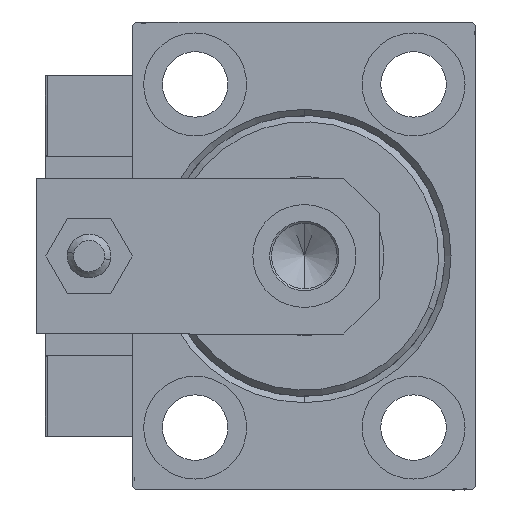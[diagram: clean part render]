
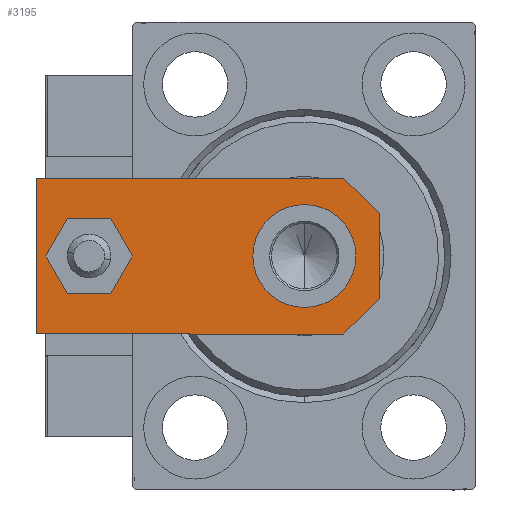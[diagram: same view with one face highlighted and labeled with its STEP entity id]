
A CAD part, left-side view. The second image highlights one B-rep face of the part: STEP entity #3195.
In plain terms, the highlighted face is planar.
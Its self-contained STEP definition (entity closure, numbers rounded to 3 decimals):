
#210 = CIRCLE ( 'NONE', #34847, 4. ) ;
#1162 = DIRECTION ( 'NONE',  ( 0., -1., 0. ) ) ;
#1234 = VERTEX_POINT ( 'NONE', #29709 ) ;
#1442 = CARTESIAN_POINT ( 'NONE',  ( -6.84, 0., 6. ) ) ;
#1753 = DIRECTION ( 'NONE',  ( 1., 0., 0. ) ) ;
#1954 = VERTEX_POINT ( 'NONE', #11112 ) ;
#3062 = ORIENTED_EDGE ( 'NONE', *, *, #17726, .T. ) ;
#3195 = ADVANCED_FACE ( 'NONE', ( #9080, #21396, #16869 ), #39865, .T. ) ;
#4155 = DIRECTION ( 'NONE',  ( 1., 0., 0. ) ) ;
#4715 = CARTESIAN_POINT ( 'NONE',  ( -3.42, -3.42, 6. ) ) ;
#6270 = CARTESIAN_POINT ( 'NONE',  ( 8.25, 12., 6. ) ) ;
#8147 = VERTEX_POINT ( 'NONE', #37247 ) ;
#8514 = VERTEX_POINT ( 'NONE', #17434 ) ;
#9012 = CIRCLE ( 'NONE', #11526, 8.25 ) ;
#9080 = FACE_BOUND ( 'NONE', #42792, .T. ) ;
#10795 = CARTESIAN_POINT ( 'NONE',  ( 12.5, 0., 6. ) ) ;
#10837 = AXIS2_PLACEMENT_3D ( 'NONE', #37409, #40947, #45706 ) ;
#11112 = CARTESIAN_POINT ( 'NONE',  ( 6.84, 0., 6. ) ) ;
#11526 = AXIS2_PLACEMENT_3D ( 'NONE', #12869, #23970, #32551 ) ;
#12809 = CARTESIAN_POINT ( 'NONE',  ( 12.5, 55., 6. ) ) ;
#12869 = CARTESIAN_POINT ( 'NONE',  ( 0., 12., 6. ) ) ;
#13401 = EDGE_CURVE ( 'NONE', #42031, #21489, #27453, .T. ) ;
#14758 = EDGE_CURVE ( 'NONE', #38556, #46687, #42861, .T. ) ;
#15132 = VECTOR ( 'NONE', #26157, 1000. ) ;
#16546 = LINE ( 'NONE', #4715, #23007 ) ;
#16869 = FACE_BOUND ( 'NONE', #46022, .T. ) ;
#17127 = EDGE_CURVE ( 'NONE', #8147, #1234, #210, .T. ) ;
#17157 = CIRCLE ( 'NONE', #10837, 4. ) ;
#17434 = CARTESIAN_POINT ( 'NONE',  ( 12.5, 5.66, 6. ) ) ;
#17624 = DIRECTION ( 'NONE',  ( 0., 0., 1. ) ) ;
#17726 = EDGE_CURVE ( 'NONE', #21489, #45257, #35724, .T. ) ;
#17816 = EDGE_LOOP ( 'NONE', ( #3062, #18049, #44790, #36341, #19418, #28472 ) ) ;
#17903 = CARTESIAN_POINT ( 'NONE',  ( 0., 46.5, 6. ) ) ;
#18049 = ORIENTED_EDGE ( 'NONE', *, *, #42275, .T. ) ;
#18415 = AXIS2_PLACEMENT_3D ( 'NONE', #47945, #17624, #1753 ) ;
#18424 = LINE ( 'NONE', #21461, #40641 ) ;
#18866 = EDGE_CURVE ( 'NONE', #24439, #1954, #49802, .T. ) ;
#19418 = ORIENTED_EDGE ( 'NONE', *, *, #46664, .T. ) ;
#19598 = VECTOR ( 'NONE', #46503, 1000. ) ;
#19911 = ORIENTED_EDGE ( 'NONE', *, *, #20787, .F. ) ;
#20062 = CARTESIAN_POINT ( 'NONE',  ( -12.5, 55., 6. ) ) ;
#20787 = EDGE_CURVE ( 'NONE', #1234, #8147, #17157, .T. ) ;
#21396 = FACE_OUTER_BOUND ( 'NONE', #17816, .T. ) ;
#21461 = CARTESIAN_POINT ( 'NONE',  ( 3.42, -3.42, 6. ) ) ;
#21489 = VERTEX_POINT ( 'NONE', #27844 ) ;
#22120 = LINE ( 'NONE', #10795, #15132 ) ;
#23007 = VECTOR ( 'NONE', #27898, 1000. ) ;
#23738 = CARTESIAN_POINT ( 'NONE',  ( -8.25, 12., 6. ) ) ;
#23970 = DIRECTION ( 'NONE',  ( 0., 0., 1. ) ) ;
#24439 = VERTEX_POINT ( 'NONE', #1442 ) ;
#26157 = DIRECTION ( 'NONE',  ( 0., 1., 0. ) ) ;
#26662 = ORIENTED_EDGE ( 'NONE', *, *, #27300, .F. ) ;
#27300 = EDGE_CURVE ( 'NONE', #46687, #38556, #9012, .T. ) ;
#27453 = LINE ( 'NONE', #12809, #36376 ) ;
#27585 = DIRECTION ( 'NONE',  ( 0., 0., 1. ) ) ;
#27624 = VECTOR ( 'NONE', #1162, 1000. ) ;
#27844 = CARTESIAN_POINT ( 'NONE',  ( -12.5, 55., 6. ) ) ;
#27898 = DIRECTION ( 'NONE',  ( 0.707, -0.707, 0. ) ) ;
#28330 = CARTESIAN_POINT ( 'NONE',  ( 0., 12., 6. ) ) ;
#28472 = ORIENTED_EDGE ( 'NONE', *, *, #13401, .T. ) ;
#29709 = CARTESIAN_POINT ( 'NONE',  ( 4., 46.5, 6. ) ) ;
#30735 = AXIS2_PLACEMENT_3D ( 'NONE', #28330, #27585, #4155 ) ;
#30840 = CARTESIAN_POINT ( 'NONE',  ( -12.5, 0., 6. ) ) ;
#32551 = DIRECTION ( 'NONE',  ( 1., 0., 0. ) ) ;
#33304 = DIRECTION ( 'NONE',  ( 0., 0., 1. ) ) ;
#33319 = EDGE_CURVE ( 'NONE', #1954, #8514, #18424, .T. ) ;
#33826 = DIRECTION ( 'NONE',  ( 0.707, 0.707, 0. ) ) ;
#34847 = AXIS2_PLACEMENT_3D ( 'NONE', #17903, #33304, #48731 ) ;
#35331 = ORIENTED_EDGE ( 'NONE', *, *, #17127, .F. ) ;
#35724 = LINE ( 'NONE', #20062, #27624 ) ;
#35790 = CARTESIAN_POINT ( 'NONE',  ( -12.5, 5.66, 6. ) ) ;
#36341 = ORIENTED_EDGE ( 'NONE', *, *, #33319, .T. ) ;
#36376 = VECTOR ( 'NONE', #42874, 1000. ) ;
#37067 = ORIENTED_EDGE ( 'NONE', *, *, #14758, .F. ) ;
#37247 = CARTESIAN_POINT ( 'NONE',  ( -4., 46.5, 6. ) ) ;
#37409 = CARTESIAN_POINT ( 'NONE',  ( 0., 46.5, 6. ) ) ;
#38556 = VERTEX_POINT ( 'NONE', #23738 ) ;
#39865 = PLANE ( 'NONE',  #18415 ) ;
#40641 = VECTOR ( 'NONE', #33826, 1000. ) ;
#40947 = DIRECTION ( 'NONE',  ( 0., 0., 1. ) ) ;
#42031 = VERTEX_POINT ( 'NONE', #48984 ) ;
#42275 = EDGE_CURVE ( 'NONE', #45257, #24439, #16546, .T. ) ;
#42792 = EDGE_LOOP ( 'NONE', ( #35331, #19911 ) ) ;
#42861 = CIRCLE ( 'NONE', #30735, 8.25 ) ;
#42874 = DIRECTION ( 'NONE',  ( -1., 0., 0. ) ) ;
#44790 = ORIENTED_EDGE ( 'NONE', *, *, #18866, .T. ) ;
#45257 = VERTEX_POINT ( 'NONE', #35790 ) ;
#45706 = DIRECTION ( 'NONE',  ( 1., 0., 0. ) ) ;
#46022 = EDGE_LOOP ( 'NONE', ( #37067, #26662 ) ) ;
#46503 = DIRECTION ( 'NONE',  ( 1., 0., 0. ) ) ;
#46664 = EDGE_CURVE ( 'NONE', #8514, #42031, #22120, .T. ) ;
#46687 = VERTEX_POINT ( 'NONE', #6270 ) ;
#47945 = CARTESIAN_POINT ( 'NONE',  ( 0., 0., 6. ) ) ;
#48731 = DIRECTION ( 'NONE',  ( 1., 0., 0. ) ) ;
#48984 = CARTESIAN_POINT ( 'NONE',  ( 12.5, 55., 6. ) ) ;
#49802 = LINE ( 'NONE', #30840, #19598 ) ;
